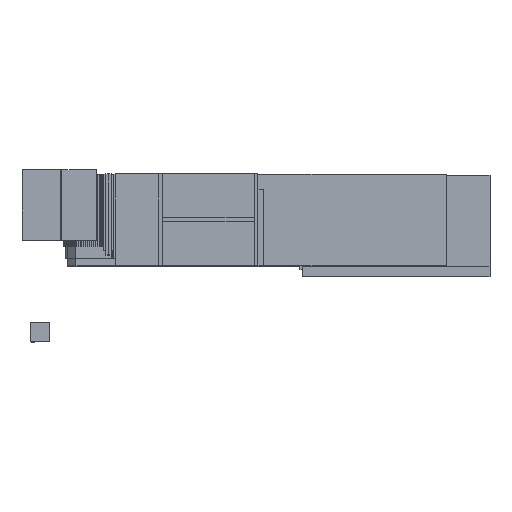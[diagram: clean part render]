
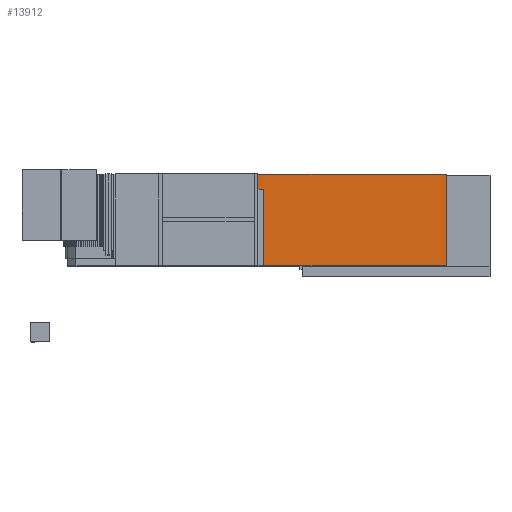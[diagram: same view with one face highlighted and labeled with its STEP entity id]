
A CAD part, top view. The second image highlights one B-rep face of the part: STEP entity #13912.
In plain terms, the highlighted planar face has unit normal (0, 0, 1).
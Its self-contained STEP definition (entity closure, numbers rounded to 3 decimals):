
#13912=ADVANCED_FACE('',(#25583),#25584,.T.);
#25583=FACE_OUTER_BOUND('',#39239,.T.);
#25584=PLANE('',#39240);
#39239=EDGE_LOOP('',(#60655,#60656,#60657,#60658));
#39240=AXIS2_PLACEMENT_3D('',#60659,#60660,#60661);
#60655=ORIENTED_EDGE('',*,*,#72526,.T.);
#60656=ORIENTED_EDGE('',*,*,#75523,.F.);
#60657=ORIENTED_EDGE('',*,*,#75493,.F.);
#60658=ORIENTED_EDGE('',*,*,#74840,.T.);
#60659=CARTESIAN_POINT('',(602.0,204.258,618.5));
#60660=DIRECTION('',(0.,0.0,1.0));
#60661=DIRECTION('',(0.0,-1.0,0.0));
#72526=EDGE_CURVE('',#84535,#84533,#84536,.T.);
#74840=EDGE_CURVE('',#88231,#84535,#88232,.T.);
#75493=EDGE_CURVE('',#88231,#89201,#89202,.T.);
#75523=EDGE_CURVE('',#89201,#84533,#89246,.T.);
#84533=VERTEX_POINT('',#101132);
#84535=VERTEX_POINT('',#101135);
#84536=LINE('',#101136,#101137);
#88231=VERTEX_POINT('',#106532);
#88232=LINE('',#106533,#106534);
#89201=VERTEX_POINT('',#107963);
#89202=LINE('',#107964,#107965);
#89246=LINE('',#108030,#108031);
#101132=CARTESIAN_POINT('',(1097.0,204.258,618.5));
#101135=CARTESIAN_POINT('',(602.0,204.258,618.5));
#101136=CARTESIAN_POINT('',(602.0,204.258,618.5));
#101137=VECTOR('',#119984,1.0);
#106532=CARTESIAN_POINT('',(602.0,444.258,618.5));
#106533=CARTESIAN_POINT('',(602.0,444.258,618.5));
#106534=VECTOR('',#121688,1.0);
#107963=CARTESIAN_POINT('',(1097.0,444.258,618.5));
#107964=CARTESIAN_POINT('',(602.0,444.258,618.5));
#107965=VECTOR('',#122149,1.0);
#108030=CARTESIAN_POINT('',(1097.0,444.258,618.5));
#108031=VECTOR('',#122171,1.0);
#119984=DIRECTION('',(1.0,0.0,0.));
#121688=DIRECTION('',(0.0,-1.0,0.0));
#122149=DIRECTION('',(1.0,0.0,0.));
#122171=DIRECTION('',(0.0,-1.0,0.0));
